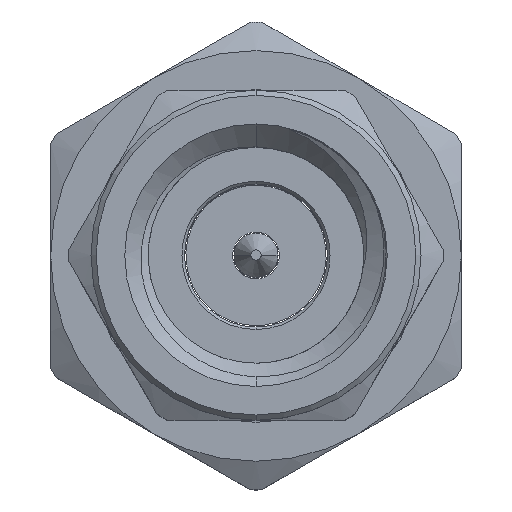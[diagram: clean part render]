
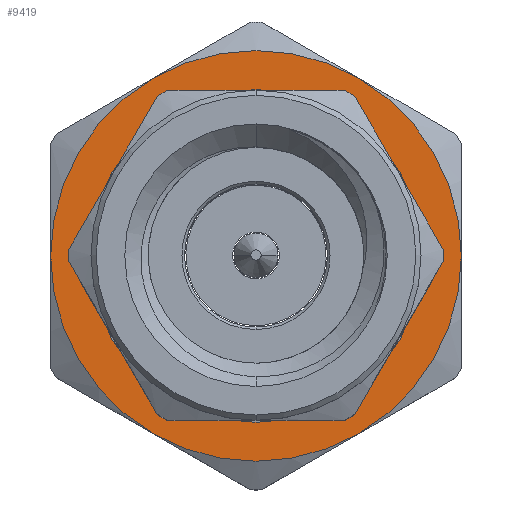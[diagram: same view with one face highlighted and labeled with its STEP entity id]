
A CAD part, top view. The second image highlights one B-rep face of the part: STEP entity #9419.
In plain terms, the highlighted planar face has unit normal (0, 0, 1).
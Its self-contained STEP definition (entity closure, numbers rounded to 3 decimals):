
#43 = VERTEX_POINT ( 'NONE', #4984 ) ;
#195 = CARTESIAN_POINT ( 'NONE',  ( 0., 0., 10.73 ) ) ;
#253 = EDGE_LOOP ( 'NONE', ( #2073, #5975, #7170, #7780, #3347, #2023 ) ) ;
#348 = AXIS2_PLACEMENT_3D ( 'NONE', #8416, #7838, #9145 ) ;
#353 = EDGE_LOOP ( 'NONE', ( #5661, #6528 ) ) ;
#485 = DIRECTION ( 'NONE',  ( 0., 0., -1. ) ) ;
#519 = CIRCLE ( 'NONE', #7841, 3.2 ) ;
#528 = CARTESIAN_POINT ( 'NONE',  ( -1.975, -3.421, 10.73 ) ) ;
#905 = DIRECTION ( 'NONE',  ( 0., 0., -1. ) ) ;
#917 = CARTESIAN_POINT ( 'NONE',  ( -3.95, 0., 10.73 ) ) ;
#949 = VERTEX_POINT ( 'NONE', #8098 ) ;
#1054 = DIRECTION ( 'NONE',  ( 0., 1., 0. ) ) ;
#1102 = CARTESIAN_POINT ( 'NONE',  ( 0., -3.2, 10.73 ) ) ;
#1103 = DIRECTION ( 'NONE',  ( -1., 0., 0. ) ) ;
#1167 = EDGE_CURVE ( 'NONE', #4689, #9582, #1946, .T. ) ;
#1407 = DIRECTION ( 'NONE',  ( 0., 1., 0. ) ) ;
#1634 = CARTESIAN_POINT ( 'NONE',  ( 0., 0., 10.73 ) ) ;
#1836 = DIRECTION ( 'NONE',  ( 0., 0., -1. ) ) ;
#1863 = CARTESIAN_POINT ( 'NONE',  ( 0., 0., 10.73 ) ) ;
#1893 = FACE_BOUND ( 'NONE', #353, .T. ) ;
#1946 = CIRCLE ( 'NONE', #5354, 3.95 ) ;
#1959 = DIRECTION ( 'NONE',  ( -1., 0., 0. ) ) ;
#2023 = ORIENTED_EDGE ( 'NONE', *, *, #1167, .F. ) ;
#2031 = CIRCLE ( 'NONE', #5911, 3.95 ) ;
#2073 = ORIENTED_EDGE ( 'NONE', *, *, #6452, .F. ) ;
#2142 = CARTESIAN_POINT ( 'NONE',  ( 0., 0., 10.73 ) ) ;
#2601 = DIRECTION ( 'NONE',  ( -1., 0., 0. ) ) ;
#2759 = DIRECTION ( 'NONE',  ( -1., 0., 0. ) ) ;
#3133 = EDGE_CURVE ( 'NONE', #3701, #7145, #519, .T. ) ;
#3206 = EDGE_CURVE ( 'NONE', #949, #3763, #3339, .T. ) ;
#3339 = CIRCLE ( 'NONE', #8147, 3.95 ) ;
#3347 = ORIENTED_EDGE ( 'NONE', *, *, #3491, .F. ) ;
#3428 = EDGE_CURVE ( 'NONE', #3763, #9246, #8458, .T. ) ;
#3437 = EDGE_CURVE ( 'NONE', #7145, #3701, #5502, .T. ) ;
#3491 = EDGE_CURVE ( 'NONE', #9582, #949, #6282, .T. ) ;
#3563 = CARTESIAN_POINT ( 'NONE',  ( 0., 0., 10.73 ) ) ;
#3701 = VERTEX_POINT ( 'NONE', #5600 ) ;
#3759 = AXIS2_PLACEMENT_3D ( 'NONE', #195, #6926, #6727 ) ;
#3763 = VERTEX_POINT ( 'NONE', #528 ) ;
#4689 = VERTEX_POINT ( 'NONE', #6354 ) ;
#4803 = DIRECTION ( 'NONE',  ( -1., 0., 0. ) ) ;
#4814 = PLANE ( 'NONE',  #348 ) ;
#4863 = FACE_OUTER_BOUND ( 'NONE', #253, .T. ) ;
#4984 = CARTESIAN_POINT ( 'NONE',  ( -1.975, 3.421, 10.73 ) ) ;
#5106 = DIRECTION ( 'NONE',  ( 0., 0., -1. ) ) ;
#5354 = AXIS2_PLACEMENT_3D ( 'NONE', #9459, #5631, #2759 ) ;
#5372 = EDGE_CURVE ( 'NONE', #9246, #43, #2031, .T. ) ;
#5502 = CIRCLE ( 'NONE', #7517, 3.2 ) ;
#5600 = CARTESIAN_POINT ( 'NONE',  ( 0., 3.2, 10.73 ) ) ;
#5631 = DIRECTION ( 'NONE',  ( 0., 0., -1. ) ) ;
#5661 = ORIENTED_EDGE ( 'NONE', *, *, #3133, .T. ) ;
#5911 = AXIS2_PLACEMENT_3D ( 'NONE', #1863, #6391, #2601 ) ;
#5975 = ORIENTED_EDGE ( 'NONE', *, *, #5372, .F. ) ;
#6282 = CIRCLE ( 'NONE', #8297, 3.95 ) ;
#6354 = CARTESIAN_POINT ( 'NONE',  ( 1.975, 3.421, 10.73 ) ) ;
#6391 = DIRECTION ( 'NONE',  ( 0., 0., -1. ) ) ;
#6452 = EDGE_CURVE ( 'NONE', #43, #4689, #7174, .T. ) ;
#6528 = ORIENTED_EDGE ( 'NONE', *, *, #3437, .T. ) ;
#6727 = DIRECTION ( 'NONE',  ( -1., 0., 0. ) ) ;
#6926 = DIRECTION ( 'NONE',  ( 0., 0., -1. ) ) ;
#7058 = AXIS2_PLACEMENT_3D ( 'NONE', #9180, #1836, #4803 ) ;
#7145 = VERTEX_POINT ( 'NONE', #1102 ) ;
#7170 = ORIENTED_EDGE ( 'NONE', *, *, #3428, .F. ) ;
#7174 = CIRCLE ( 'NONE', #3759, 3.95 ) ;
#7517 = AXIS2_PLACEMENT_3D ( 'NONE', #7578, #8405, #1054 ) ;
#7578 = CARTESIAN_POINT ( 'NONE',  ( 0., 0., 10.73 ) ) ;
#7780 = ORIENTED_EDGE ( 'NONE', *, *, #3206, .F. ) ;
#7838 = DIRECTION ( 'NONE',  ( 0., 0., -1. ) ) ;
#7841 = AXIS2_PLACEMENT_3D ( 'NONE', #3563, #485, #1407 ) ;
#8098 = CARTESIAN_POINT ( 'NONE',  ( 1.975, -3.421, 10.73 ) ) ;
#8147 = AXIS2_PLACEMENT_3D ( 'NONE', #2142, #5106, #1959 ) ;
#8297 = AXIS2_PLACEMENT_3D ( 'NONE', #1634, #905, #1103 ) ;
#8405 = DIRECTION ( 'NONE',  ( 0., 0., -1. ) ) ;
#8416 = CARTESIAN_POINT ( 'NONE',  ( 0., 0., 10.73 ) ) ;
#8458 = CIRCLE ( 'NONE', #7058, 3.95 ) ;
#8752 = CARTESIAN_POINT ( 'NONE',  ( 3.95, 0., 10.73 ) ) ;
#9145 = DIRECTION ( 'NONE',  ( 0., 1., 0. ) ) ;
#9180 = CARTESIAN_POINT ( 'NONE',  ( 0., 0., 10.73 ) ) ;
#9246 = VERTEX_POINT ( 'NONE', #917 ) ;
#9419 = ADVANCED_FACE ( 'NONE', ( #1893, #4863 ), #4814, .F. ) ;
#9459 = CARTESIAN_POINT ( 'NONE',  ( 0., 0., 10.73 ) ) ;
#9582 = VERTEX_POINT ( 'NONE', #8752 ) ;
